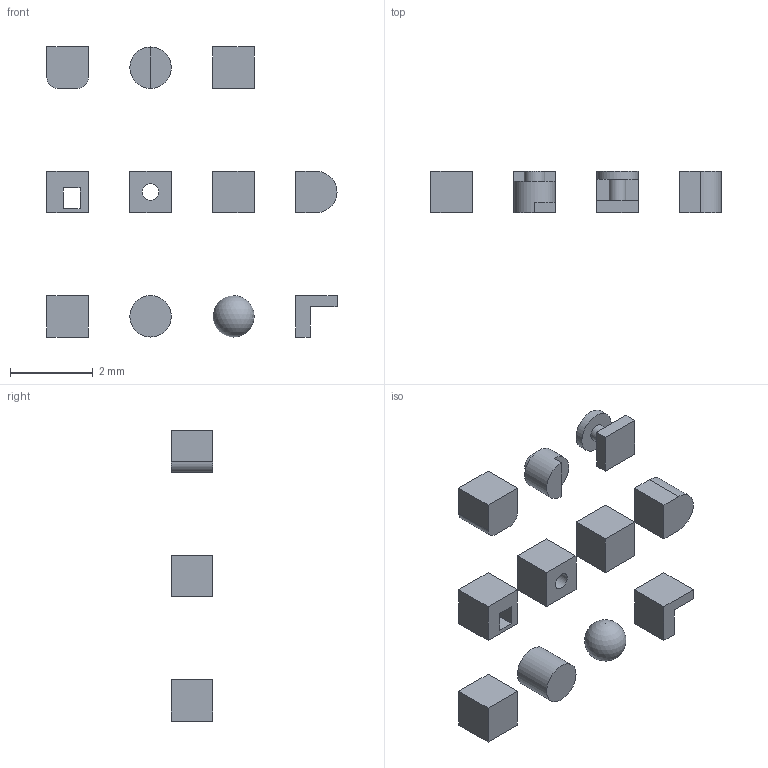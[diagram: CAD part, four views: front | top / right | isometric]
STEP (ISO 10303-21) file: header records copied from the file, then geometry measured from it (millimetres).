
FILE_DESCRIPTION(('Open CASCADE Model'),'2;1');
FILE_NAME('Open CASCADE Shape Model','2024-06-11T10:42:28',('Author'),( 'Open CASCADE'),'Open CASCADE STEP processor 7.1','Open CASCADE 7.1' ,'Unknown');
FILE_SCHEMA(('AUTOMOTIVE_DESIGN { 1 0 10303 214 1 1 1 1 }'));
Length unit declared in the file: millimetre
Products named in the file (13): Open CASCADE STEP translator 7.1 1; Open CASCADE STEP translator 7.1 2; Open CASCADE STEP translator 7.1 3; Open CASCADE STEP translator 7.1 4; Open CASCADE STEP translator 7.1 5; Open CASCADE STEP translator 7.1 6; Open CASCADE STEP translator 7.1 7; Open CASCADE STEP translator 7.1 8; Open CASCADE STEP translator 7.1 9; Open CASCADE STEP translator 7.1 10; Open CASCADE STEP translator 7.1 11; Open CASCADE STEP translator 7.1 12; Open CASCADE STEP translator 7.1 13
Bounding box: 7 x 1 x 7 mm (x, y, z)
Volume: 8.4 mm3; surface area: 60.7 mm2
Topology: 13 solids, 13 shells, 78 faces, 155 edges, 103 vertices
Faces by surface type: plane 66, cylinder 10, sphere 2
Full cylindrical faces by diameter (mm): 0.4 x2, 0.5 x1, 1 x3
Entity records: 4046 total; most frequent: CARTESIAN_POINT 638, DIRECTION 633, LINE 395, VECTOR 395, ORIENTED_EDGE 302, PCURVE 302, DEFINITIONAL_REPRESENTATION 302, EDGE_CURVE 151
